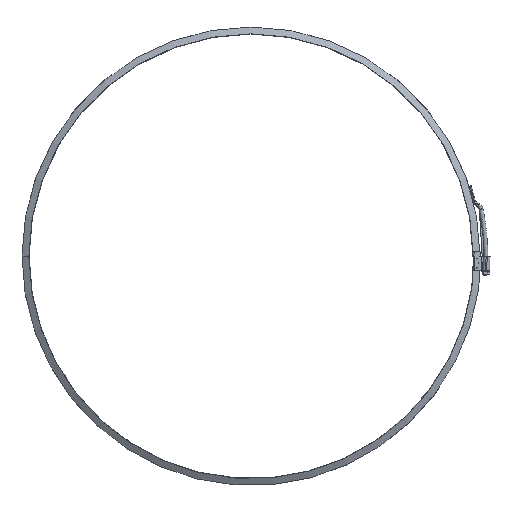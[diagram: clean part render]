
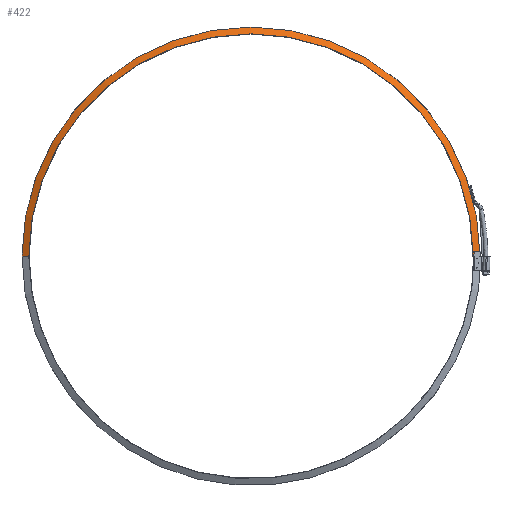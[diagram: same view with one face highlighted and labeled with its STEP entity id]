
A CAD part, top view. The second image highlights one B-rep face of the part: STEP entity #422.
In plain terms, the highlighted conical face has half-angle 60 degrees and reference radius 472 mm.
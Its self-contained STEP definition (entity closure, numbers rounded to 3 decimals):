
#422=ADVANCED_FACE('',(#626),#582,.T.);
#582=CONICAL_SURFACE('',#2691,472.,60.);
#626=FACE_OUTER_BOUND('',#766,.T.);
#766=EDGE_LOOP('',(#1025,#1026,#1027,#1028));
#1025=ORIENTED_EDGE('',*,*,#1952,.T.);
#1026=ORIENTED_EDGE('',*,*,#1953,.T.);
#1027=ORIENTED_EDGE('',*,*,#1950,.F.);
#1028=ORIENTED_EDGE('',*,*,#1924,.F.);
#1685=VERTEX_POINT('',#3686);
#1687=VERTEX_POINT('',#3692);
#1702=VERTEX_POINT('',#3743);
#1703=VERTEX_POINT('',#3747);
#1924=EDGE_CURVE('',#1685,#1687,#2271,.T.);
#1950=EDGE_CURVE('',#1687,#1702,#2519,.T.);
#1952=EDGE_CURVE('',#1685,#1703,#2521,.T.);
#1953=EDGE_CURVE('',#1703,#1702,#2282,.T.);
#2271=LINE('',#3691,#2385);
#2282=LINE('',#3748,#2396);
#2385=VECTOR('',#2987,1.);
#2396=VECTOR('',#3056,1.);
#2519=CIRCLE('',#2687,485.75);
#2521=CIRCLE('',#2690,472.);
#2687=AXIS2_PLACEMENT_3D('',#3742,#3048,#3049);
#2690=AXIS2_PLACEMENT_3D('',#3746,#3054,#3055);
#2691=AXIS2_PLACEMENT_3D('',#3749,#3057,#3058);
#2987=DIRECTION('',(-0.866,0.,-0.5));
#3048=DIRECTION('',(0.,0.,-1.));
#3049=DIRECTION('',(-1.,0.,0.));
#3054=DIRECTION('',(0.,0.,-1.));
#3055=DIRECTION('',(-1.,0.,0.));
#3056=DIRECTION('',(0.866,0.,-0.5));
#3057=DIRECTION('',(0.,0.,-1.));
#3058=DIRECTION('',(-1.,0.,0.));
#3686=CARTESIAN_POINT('',(-472.,0.,12.549));
#3691=CARTESIAN_POINT('',(-472.,0.,12.549));
#3692=CARTESIAN_POINT('',(-485.75,0.,4.61));
#3742=CARTESIAN_POINT('',(0.,0.,4.61));
#3743=CARTESIAN_POINT('',(485.75,0.,4.61));
#3746=CARTESIAN_POINT('',(0.,0.,12.549));
#3747=CARTESIAN_POINT('',(472.,0.,12.549));
#3748=CARTESIAN_POINT('',(472.,0.,12.549));
#3749=CARTESIAN_POINT('',(0.,0.,12.549));
